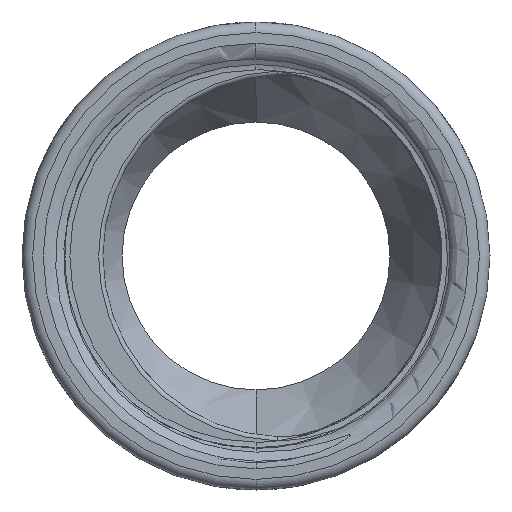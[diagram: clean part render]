
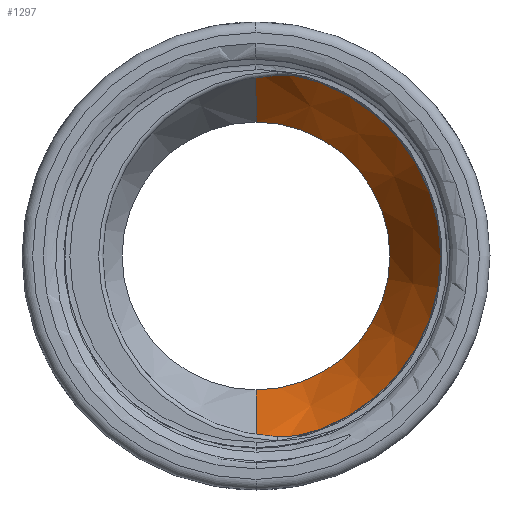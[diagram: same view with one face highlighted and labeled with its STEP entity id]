
A CAD part, left-side view. The second image highlights one B-rep face of the part: STEP entity #1297.
In plain terms, the highlighted conical face has half-angle 30 degrees and reference radius 8.682 mm.
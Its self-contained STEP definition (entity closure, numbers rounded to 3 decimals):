
#45 = EDGE_CURVE ( 'NONE', #4496, #4474, #3616, .T. ) ;
#83 = EDGE_CURVE ( 'NONE', #1590, #4474, #6351, .T. ) ;
#89 = EDGE_CURVE ( 'NONE', #4490, #4496, #6337, .T. ) ;
#94 = EDGE_CURVE ( 'NONE', #4490, #1590, #6314, .T. ) ;
#338 = FACE_OUTER_BOUND ( 'NONE', #1684, .T. ) ;
#344 = CONICAL_SURFACE ( 'NONE', #4615, 8.682, 0.524 ) ;
#712 = DIRECTION ( 'NONE',  ( 1., 0., 0. ) ) ;
#719 = DIRECTION ( 'NONE',  ( 0., 0., -1. ) ) ;
#1297 = ADVANCED_FACE ( 'NONE', ( #338 ), #344, .F. ) ;
#1590 = VERTEX_POINT ( 'NONE', #6016 ) ;
#1684 = EDGE_LOOP ( 'NONE', ( #3479, #5028, #5056, #5059 ) ) ;
#3479 = ORIENTED_EDGE ( 'NONE', *, *, #94, .T. ) ;
#3616 = CIRCLE ( 'NONE', #4814, 8.682 ) ;
#3630 = DIRECTION ( 'NONE',  ( -0.866, 0., -0.5 ) ) ;
#3635 = CARTESIAN_POINT ( 'NONE',  ( -4.4, 0., -8.682 ) ) ;
#4474 = VERTEX_POINT ( 'NONE', #6032 ) ;
#4490 = VERTEX_POINT ( 'NONE', #6113 ) ;
#4496 = VERTEX_POINT ( 'NONE', #6151 ) ;
#4543 = DIRECTION ( 'NONE',  ( 0., 0., -1. ) ) ;
#4544 = DIRECTION ( 'NONE',  ( 1., 0., 0. ) ) ;
#4547 = DIRECTION ( 'NONE',  ( -0.866, 0., 0.5 ) ) ;
#4563 = CARTESIAN_POINT ( 'NONE',  ( -4.4, 0., 8.682 ) ) ;
#4569 = CARTESIAN_POINT ( 'NONE',  ( -0.266, 0., 0. ) ) ;
#4615 = AXIS2_PLACEMENT_3D ( 'NONE', #6642, #6555, #4913 ) ;
#4814 = AXIS2_PLACEMENT_3D ( 'NONE', #5460, #712, #719 ) ;
#4821 = AXIS2_PLACEMENT_3D ( 'NONE', #4569, #4544, #4543 ) ;
#4913 = DIRECTION ( 'NONE',  ( 0., 0., 1. ) ) ;
#5028 = ORIENTED_EDGE ( 'NONE', *, *, #83, .T. ) ;
#5056 = ORIENTED_EDGE ( 'NONE', *, *, #45, .F. ) ;
#5059 = ORIENTED_EDGE ( 'NONE', *, *, #89, .F. ) ;
#5460 = CARTESIAN_POINT ( 'NONE',  ( -4.4, 0., 0. ) ) ;
#6016 = CARTESIAN_POINT ( 'NONE',  ( -0.266, 0., -6.295 ) ) ;
#6032 = CARTESIAN_POINT ( 'NONE',  ( -4.4, 0., -8.682 ) ) ;
#6113 = CARTESIAN_POINT ( 'NONE',  ( -0.266, 0., 6.295 ) ) ;
#6151 = CARTESIAN_POINT ( 'NONE',  ( -4.4, 0., 8.682 ) ) ;
#6310 = VECTOR ( 'NONE', #4547, 1000. ) ;
#6314 = CIRCLE ( 'NONE', #4821, 6.295 ) ;
#6316 = VECTOR ( 'NONE', #3630, 1000. ) ;
#6337 = LINE ( 'NONE', #4563, #6310 ) ;
#6351 = LINE ( 'NONE', #3635, #6316 ) ;
#6555 = DIRECTION ( 'NONE',  ( -1., 0., 0. ) ) ;
#6642 = CARTESIAN_POINT ( 'NONE',  ( -4.4, 0., 0. ) ) ;
